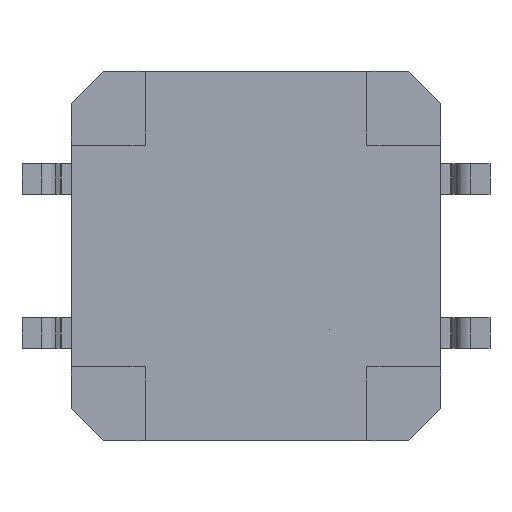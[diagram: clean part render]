
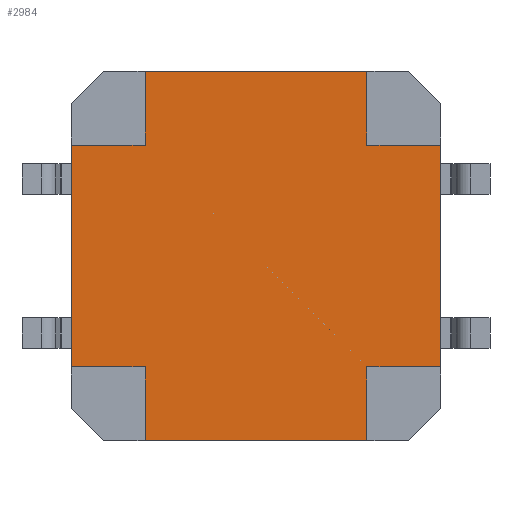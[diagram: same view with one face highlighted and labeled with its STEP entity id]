
A CAD part, front view. The second image highlights one B-rep face of the part: STEP entity #2984.
In plain terms, the highlighted planar face has unit normal (0, -1, 0).
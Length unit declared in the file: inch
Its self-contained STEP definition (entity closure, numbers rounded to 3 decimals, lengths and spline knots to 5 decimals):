
#29 = EDGE_CURVE ( 'NONE', #958, #2199, #1509, .T. ) ;
#60 = DIRECTION ( 'NONE',  ( 1., 0., 0. ) ) ;
#192 = CARTESIAN_POINT ( 'NONE',  ( -0.23622, 0., 0.14173 ) ) ;
#196 = CARTESIAN_POINT ( 'NONE',  ( -0.14173, 0., -0.14173 ) ) ;
#201 = DIRECTION ( 'NONE',  ( -1., 0., 0. ) ) ;
#209 = ORIENTED_EDGE ( 'NONE', *, *, #1211, .F. ) ;
#298 = VECTOR ( 'NONE', #2218, 39.37008 ) ;
#373 = CARTESIAN_POINT ( 'NONE',  ( -0.23622, 0., -0.14173 ) ) ;
#386 = EDGE_CURVE ( 'NONE', #3406, #1685, #2815, .T. ) ;
#423 = VECTOR ( 'NONE', #1233, 39.37008 ) ;
#433 = EDGE_CURVE ( 'NONE', #3015, #2402, #3852, .T. ) ;
#473 = ORIENTED_EDGE ( 'NONE', *, *, #3870, .F. ) ;
#596 = CARTESIAN_POINT ( 'NONE',  ( -0.19528, 0., -0.23622 ) ) ;
#641 = CARTESIAN_POINT ( 'NONE',  ( 0.14173, 0., 0.14173 ) ) ;
#669 = CARTESIAN_POINT ( 'NONE',  ( -0.23622, 0., -0.14173 ) ) ;
#761 = LINE ( 'NONE', #1113, #1632 ) ;
#813 = ORIENTED_EDGE ( 'NONE', *, *, #877, .F. ) ;
#847 = DIRECTION ( 'NONE',  ( 0., 0., 1. ) ) ;
#867 = LINE ( 'NONE', #1580, #1633 ) ;
#877 = EDGE_CURVE ( 'NONE', #3793, #3015, #1716, .T. ) ;
#950 = CARTESIAN_POINT ( 'NONE',  ( 0.23622, 0., 0.14173 ) ) ;
#958 = VERTEX_POINT ( 'NONE', #2762 ) ;
#1054 = EDGE_CURVE ( 'NONE', #1471, #958, #3909, .T. ) ;
#1093 = EDGE_CURVE ( 'NONE', #2199, #3206, #1235, .T. ) ;
#1113 = CARTESIAN_POINT ( 'NONE',  ( -0.14173, 0., 0.14173 ) ) ;
#1145 = AXIS2_PLACEMENT_3D ( 'NONE', #2922, #2896, #2284 ) ;
#1211 = EDGE_CURVE ( 'NONE', #3493, #1405, #2796, .T. ) ;
#1233 = DIRECTION ( 'NONE',  ( 0., 0., 1. ) ) ;
#1234 = CARTESIAN_POINT ( 'NONE',  ( -0.23622, 0., 0.19528 ) ) ;
#1235 = LINE ( 'NONE', #373, #1820 ) ;
#1263 = CARTESIAN_POINT ( 'NONE',  ( 0.14173, 0., -0.23622 ) ) ;
#1267 = CARTESIAN_POINT ( 'NONE',  ( 0.14173, 0., 0.23622 ) ) ;
#1314 = CARTESIAN_POINT ( 'NONE',  ( 0.23622, 0., 0.14173 ) ) ;
#1405 = VERTEX_POINT ( 'NONE', #3138 ) ;
#1458 = CARTESIAN_POINT ( 'NONE',  ( 0.23622, 0., 0.19528 ) ) ;
#1471 = VERTEX_POINT ( 'NONE', #1263 ) ;
#1474 = VECTOR ( 'NONE', #60, 39.37008 ) ;
#1509 = LINE ( 'NONE', #196, #423 ) ;
#1510 = LINE ( 'NONE', #1234, #3684 ) ;
#1580 = CARTESIAN_POINT ( 'NONE',  ( 0.23622, 0., -0.14173 ) ) ;
#1594 = FACE_OUTER_BOUND ( 'NONE', #1640, .T. ) ;
#1632 = VECTOR ( 'NONE', #847, 39.37008 ) ;
#1633 = VECTOR ( 'NONE', #201, 39.37008 ) ;
#1640 = EDGE_LOOP ( 'NONE', ( #2723, #2595, #2257, #473, #3841, #209, #3710, #3566, #813, #3730, #1937, #3706 ) ) ;
#1685 = VERTEX_POINT ( 'NONE', #2081 ) ;
#1716 = LINE ( 'NONE', #3022, #1474 ) ;
#1720 = CARTESIAN_POINT ( 'NONE',  ( 0.14173, 0., -0.14173 ) ) ;
#1820 = VECTOR ( 'NONE', #2987, 39.37008 ) ;
#1867 = DIRECTION ( 'NONE',  ( 1., 0., 0. ) ) ;
#1904 = CARTESIAN_POINT ( 'NONE',  ( -0.14173, 0., -0.14173 ) ) ;
#1935 = CARTESIAN_POINT ( 'NONE',  ( -0.23622, 0., 0.14173 ) ) ;
#1937 = ORIENTED_EDGE ( 'NONE', *, *, #386, .F. ) ;
#2036 = VERTEX_POINT ( 'NONE', #1720 ) ;
#2081 = CARTESIAN_POINT ( 'NONE',  ( -0.14173, 0., 0.14173 ) ) ;
#2197 = EDGE_CURVE ( 'NONE', #1405, #2036, #867, .T. ) ;
#2199 = VERTEX_POINT ( 'NONE', #1904 ) ;
#2211 = DIRECTION ( 'NONE',  ( 0., 0., -1. ) ) ;
#2218 = DIRECTION ( 'NONE',  ( -1., 0., 0. ) ) ;
#2257 = ORIENTED_EDGE ( 'NONE', *, *, #1054, .F. ) ;
#2281 = LINE ( 'NONE', #4205, #2666 ) ;
#2284 = DIRECTION ( 'NONE',  ( 0., 0., -1. ) ) ;
#2285 = LINE ( 'NONE', #950, #3277 ) ;
#2378 = VECTOR ( 'NONE', #4069, 39.37008 ) ;
#2402 = VERTEX_POINT ( 'NONE', #641 ) ;
#2595 = ORIENTED_EDGE ( 'NONE', *, *, #29, .F. ) ;
#2610 = PLANE ( 'NONE',  #1145 ) ;
#2666 = VECTOR ( 'NONE', #2851, 39.37008 ) ;
#2723 = ORIENTED_EDGE ( 'NONE', *, *, #1093, .F. ) ;
#2750 = EDGE_CURVE ( 'NONE', #3206, #3406, #1510, .T. ) ;
#2762 = CARTESIAN_POINT ( 'NONE',  ( -0.14173, 0., -0.23622 ) ) ;
#2796 = LINE ( 'NONE', #1458, #2378 ) ;
#2815 = LINE ( 'NONE', #192, #3805 ) ;
#2851 = DIRECTION ( 'NONE',  ( 0., 0., -1. ) ) ;
#2894 = CARTESIAN_POINT ( 'NONE',  ( -0.14173, 0., 0.23622 ) ) ;
#2895 = CARTESIAN_POINT ( 'NONE',  ( 0.14173, 0., 0.14173 ) ) ;
#2896 = DIRECTION ( 'NONE',  ( 0., -1., 0. ) ) ;
#2922 = CARTESIAN_POINT ( 'NONE',  ( 0., 0., 0. ) ) ;
#2984 = ADVANCED_FACE ( 'NONE', ( #1594 ), #2610, .T. ) ;
#2987 = DIRECTION ( 'NONE',  ( -1., 0., 0. ) ) ;
#3015 = VERTEX_POINT ( 'NONE', #1267 ) ;
#3022 = CARTESIAN_POINT ( 'NONE',  ( -0.19528, 0., 0.23622 ) ) ;
#3048 = VECTOR ( 'NONE', #2211, 39.37008 ) ;
#3138 = CARTESIAN_POINT ( 'NONE',  ( 0.23622, 0., -0.14173 ) ) ;
#3206 = VERTEX_POINT ( 'NONE', #669 ) ;
#3277 = VECTOR ( 'NONE', #3593, 39.37008 ) ;
#3406 = VERTEX_POINT ( 'NONE', #1935 ) ;
#3440 = EDGE_CURVE ( 'NONE', #2402, #3493, #2285, .T. ) ;
#3493 = VERTEX_POINT ( 'NONE', #1314 ) ;
#3566 = ORIENTED_EDGE ( 'NONE', *, *, #433, .F. ) ;
#3593 = DIRECTION ( 'NONE',  ( 1., 0., 0. ) ) ;
#3684 = VECTOR ( 'NONE', #4131, 39.37008 ) ;
#3706 = ORIENTED_EDGE ( 'NONE', *, *, #2750, .F. ) ;
#3710 = ORIENTED_EDGE ( 'NONE', *, *, #3440, .F. ) ;
#3730 = ORIENTED_EDGE ( 'NONE', *, *, #4138, .F. ) ;
#3793 = VERTEX_POINT ( 'NONE', #2894 ) ;
#3805 = VECTOR ( 'NONE', #1867, 39.37008 ) ;
#3841 = ORIENTED_EDGE ( 'NONE', *, *, #2197, .F. ) ;
#3852 = LINE ( 'NONE', #2895, #3048 ) ;
#3870 = EDGE_CURVE ( 'NONE', #2036, #1471, #2281, .T. ) ;
#3909 = LINE ( 'NONE', #596, #298 ) ;
#4069 = DIRECTION ( 'NONE',  ( 0., 0., -1. ) ) ;
#4131 = DIRECTION ( 'NONE',  ( 0., 0., 1. ) ) ;
#4138 = EDGE_CURVE ( 'NONE', #1685, #3793, #761, .T. ) ;
#4205 = CARTESIAN_POINT ( 'NONE',  ( 0.14173, 0., -0.14173 ) ) ;
